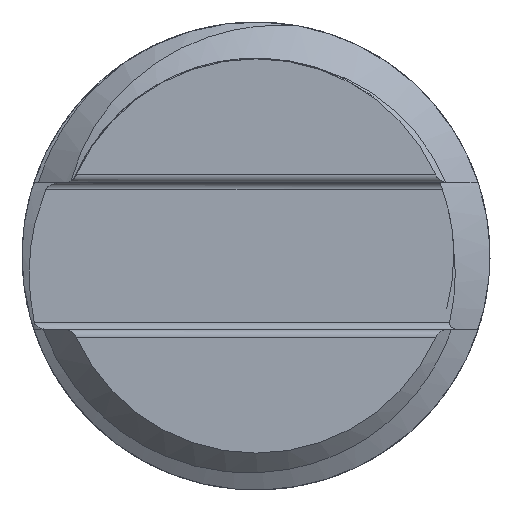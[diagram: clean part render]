
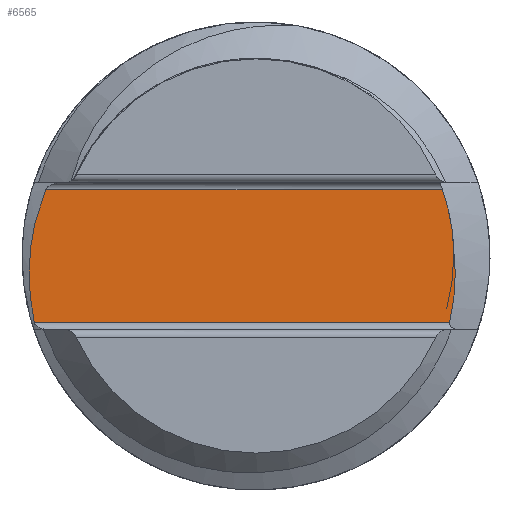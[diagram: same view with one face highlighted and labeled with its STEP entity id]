
A CAD part, front view. The second image highlights one B-rep face of the part: STEP entity #6565.
In plain terms, the highlighted planar face has unit normal (0, -1, 0).
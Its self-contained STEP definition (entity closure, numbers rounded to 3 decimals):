
#180 = ORIENTED_EDGE ( 'NONE', *, *, #1212, .T. ) ;
#1012 = B_SPLINE_CURVE_WITH_KNOTS ( 'NONE', 3,
 ( #4617, #3347, #8798, #6657, #8705, #5340 ),
 .UNSPECIFIED., .F., .F.,
 ( 4, 2, 4 ),
 ( 0., 0.001, 0.002 ),
 .UNSPECIFIED. ) ;
#1113 = ORIENTED_EDGE ( 'NONE', *, *, #3958, .T. ) ;
#1212 = EDGE_CURVE ( 'NONE', #6894, #7330, #6417, .T. ) ;
#1395 = VERTEX_POINT ( 'NONE', #4822 ) ;
#1784 = CARTESIAN_POINT ( 'NONE',  ( 2.704, -2.5, -0.572 ) ) ;
#1802 = DIRECTION ( 'NONE',  ( 0., 0., -1. ) ) ;
#2191 = DIRECTION ( 'NONE',  ( 1., 0., 0. ) ) ;
#2626 = DIRECTION ( 'NONE',  ( 0., -1., 0. ) ) ;
#2803 = CARTESIAN_POINT ( 'NONE',  ( 2.625, -2.5, -0.9 ) ) ;
#2926 = VECTOR ( 'NONE', #3287, 1000. ) ;
#3053 = CARTESIAN_POINT ( 'NONE',  ( 2.529, -2.5, 0.9 ) ) ;
#3122 = EDGE_CURVE ( 'NONE', #8788, #6894, #6854, .T. ) ;
#3212 = EDGE_CURVE ( 'NONE', #7330, #1395, #4554, .T. ) ;
#3287 = DIRECTION ( 'NONE',  ( -1., 0., 0. ) ) ;
#3347 = CARTESIAN_POINT ( 'NONE',  ( -2.971, -2.5, 0.615 ) ) ;
#3733 = CARTESIAN_POINT ( 'NONE',  ( 2.621, -2.5, 0.641 ) ) ;
#3958 = EDGE_CURVE ( 'NONE', #8922, #8788, #8951, .T. ) ;
#4412 = CARTESIAN_POINT ( 'NONE',  ( 2.673, -2.5, 0.37 ) ) ;
#4554 = LINE ( 'NONE', #7368, #2926 ) ;
#4617 = CARTESIAN_POINT ( 'NONE',  ( -2.854, -2.5, 0.9 ) ) ;
#4643 = CARTESIAN_POINT ( 'NONE',  ( 2.625, -2.5, -0.9 ) ) ;
#4822 = CARTESIAN_POINT ( 'NONE',  ( -2.854, -2.5, 0.9 ) ) ;
#4883 = CARTESIAN_POINT ( 'NONE',  ( -3.009, -2.5, -0.9 ) ) ;
#4954 = AXIS2_PLACEMENT_3D ( 'NONE', #8118, #2626, #1802 ) ;
#5171 = CARTESIAN_POINT ( 'NONE',  ( 2.682, -2.5, 0.096 ) ) ;
#5340 = CARTESIAN_POINT ( 'NONE',  ( -3.009, -2.5, -0.9 ) ) ;
#5365 = CARTESIAN_POINT ( 'NONE',  ( 2.724, -2.5, -0.24 ) ) ;
#5375 = VECTOR ( 'NONE', #2191, 1000. ) ;
#5536 = CARTESIAN_POINT ( 'NONE',  ( 0., -2.5, -0.9 ) ) ;
#5614 = CARTESIAN_POINT ( 'NONE',  ( 2.682, -2.5, 0.096 ) ) ;
#5659 = ORIENTED_EDGE ( 'NONE', *, *, #6338, .T. ) ;
#6015 = FACE_OUTER_BOUND ( 'NONE', #8339, .T. ) ;
#6338 = EDGE_CURVE ( 'NONE', #1395, #8922, #1012, .T. ) ;
#6417 = B_SPLINE_CURVE_WITH_KNOTS ( 'NONE', 3,
 ( #5171, #4412, #3733, #3053 ),
 .UNSPECIFIED., .F., .F.,
 ( 4, 4 ),
 ( 0., 0.001 ),
 .UNSPECIFIED. ) ;
#6565 = ADVANCED_FACE ( 'NONE', ( #6015 ), #8887, .T. ) ;
#6657 = CARTESIAN_POINT ( 'NONE',  ( -3.092, -2.5, -0.292 ) ) ;
#6854 = B_SPLINE_CURVE_WITH_KNOTS ( 'NONE', 3,
 ( #4643, #1784, #5365, #7415 ),
 .UNSPECIFIED., .F., .F.,
 ( 4, 4 ),
 ( 0., 0.001 ),
 .UNSPECIFIED. ) ;
#6894 = VERTEX_POINT ( 'NONE', #5614 ) ;
#7048 = ORIENTED_EDGE ( 'NONE', *, *, #3212, .T. ) ;
#7330 = VERTEX_POINT ( 'NONE', #8540 ) ;
#7368 = CARTESIAN_POINT ( 'NONE',  ( 0., -2.5, 0.9 ) ) ;
#7415 = CARTESIAN_POINT ( 'NONE',  ( 2.682, -2.5, 0.096 ) ) ;
#8118 = CARTESIAN_POINT ( 'NONE',  ( 0., -2.5, 0. ) ) ;
#8255 = ORIENTED_EDGE ( 'NONE', *, *, #3122, .T. ) ;
#8339 = EDGE_LOOP ( 'NONE', ( #1113, #8255, #180, #7048, #5659 ) ) ;
#8540 = CARTESIAN_POINT ( 'NONE',  ( 2.529, -2.5, 0.9 ) ) ;
#8705 = CARTESIAN_POINT ( 'NONE',  ( -3.073, -2.5, -0.599 ) ) ;
#8788 = VERTEX_POINT ( 'NONE', #2803 ) ;
#8798 = CARTESIAN_POINT ( 'NONE',  ( -3.042, -2.5, 0.32 ) ) ;
#8887 = PLANE ( 'NONE',  #4954 ) ;
#8922 = VERTEX_POINT ( 'NONE', #4883 ) ;
#8951 = LINE ( 'NONE', #5536, #5375 ) ;
